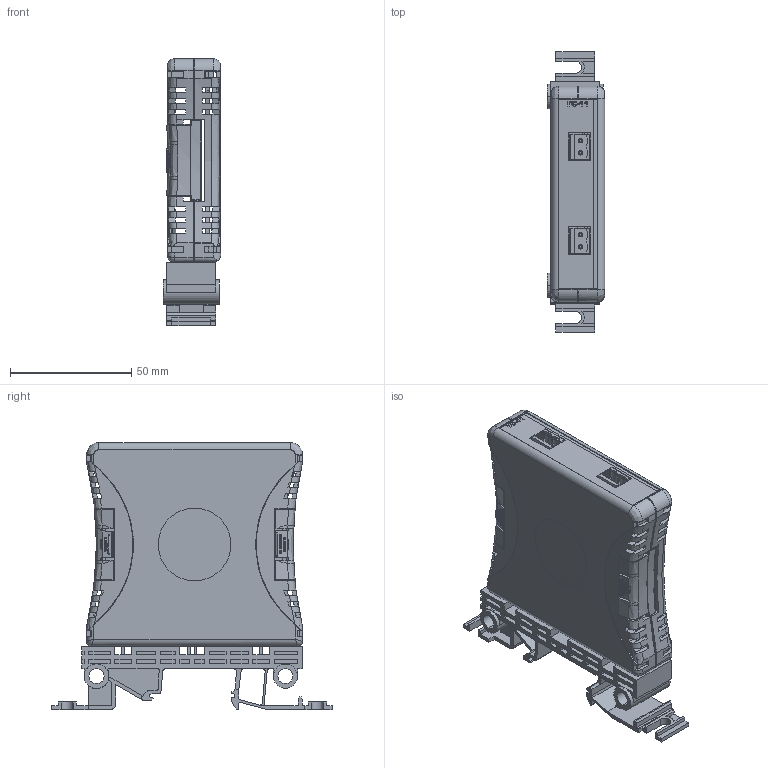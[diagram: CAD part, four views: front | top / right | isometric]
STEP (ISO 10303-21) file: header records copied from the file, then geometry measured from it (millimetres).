
FILE_DESCRIPTION (( 'STEP AP214' ), '1' );
FILE_NAME ('FC-ISO-C r1b Case Only 1 red1 fXT -surf1 COMPLETE 1 FC-11 pre coord.STEP', '2021-08-31T17:32:05', ( '' ), ( '' ), 'SwSTEP 2.0', 'SolidWorks 2017', '' );
FILE_SCHEMA (( 'AUTOMOTIVE_DESIGN' ));
Length unit declared in the file: inch
Products named in the file (1): FC-ISO-C r1b Case Only 1 red1 fXT -surf1 COMPLETE 1 FC-11 pre coord
Bounding box: 23.6 x 115.55 x 110.23 mm (x, y, z)
Volume: 59332 mm3; surface area: 77637.4 mm2
Topology: 13 solids, 13 shells, 2282 faces, 6479 edges, 4254 vertices
Faces by surface type: plane 1702, cylinder 358, bspline 218, cone 4
Entity records: 87079 total; most frequent: CARTESIAN_POINT 30380, ORIENTED_EDGE 12954, DIRECTION 9782, EDGE_CURVE 6477, LINE 4568, VECTOR 4568, VERTEX_POINT 4254, AXIS2_PLACEMENT_3D 2607
